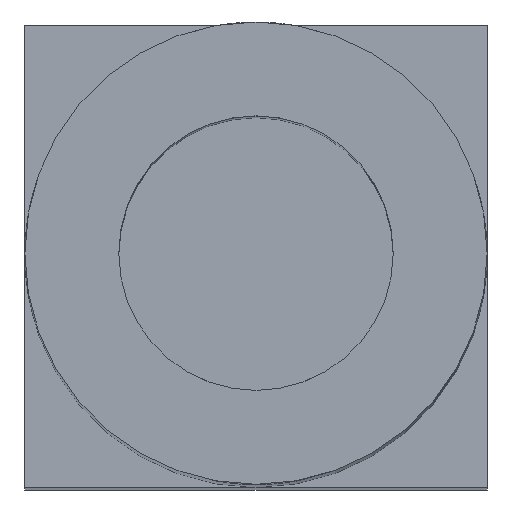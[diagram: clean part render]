
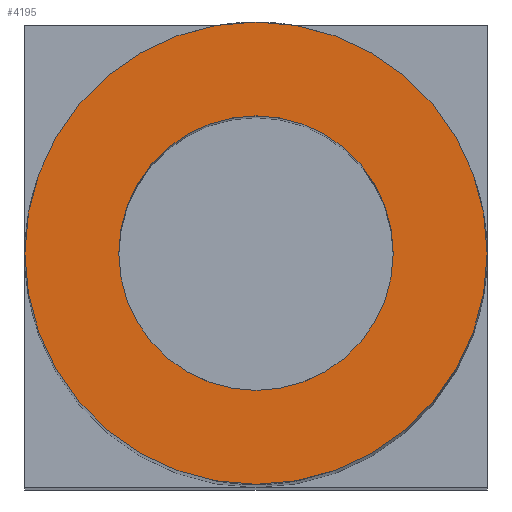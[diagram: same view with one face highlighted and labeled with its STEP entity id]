
A CAD part, top view. The second image highlights one B-rep face of the part: STEP entity #4195.
In plain terms, the highlighted planar face has unit normal (0, 0, 1).
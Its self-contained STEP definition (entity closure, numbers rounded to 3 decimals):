
#855 = CYLINDRICAL_SURFACE('',#856,8.);
#856 = AXIS2_PLACEMENT_3D('',#857,#858,#859);
#857 = CARTESIAN_POINT('',(0.,0.,71.));
#858 = DIRECTION('',(0.,0.,1.));
#859 = DIRECTION('',(1.,0.,0.));
#1513 = VERTEX_POINT('',#1514);
#1514 = CARTESIAN_POINT('',(8.,0.,132.));
#1535 = EDGE_CURVE('',#1513,#1513,#1536,.T.);
#1536 = SURFACE_CURVE('',#1537,(#1542,#1549),.PCURVE_S1.);
#1537 = CIRCLE('',#1538,8.);
#1538 = AXIS2_PLACEMENT_3D('',#1539,#1540,#1541);
#1539 = CARTESIAN_POINT('',(0.,0.,132.));
#1540 = DIRECTION('',(0.,0.,1.));
#1541 = DIRECTION('',(1.,0.,0.));
#1542 = PCURVE('',#855,#1543);
#1543 = DEFINITIONAL_REPRESENTATION('',(#1544),#1548);
#1544 = LINE('',#1545,#1546);
#1545 = CARTESIAN_POINT('',(0.,61.));
#1546 = VECTOR('',#1547,1.);
#1547 = DIRECTION('',(1.,0.));
#1548 = ( GEOMETRIC_REPRESENTATION_CONTEXT(2) 
PARAMETRIC_REPRESENTATION_CONTEXT() REPRESENTATION_CONTEXT('2D SPACE',''
  ) );
#1549 = PCURVE('',#1550,#1555);
#1550 = PLANE('',#1551);
#1551 = AXIS2_PLACEMENT_3D('',#1552,#1553,#1554);
#1552 = CARTESIAN_POINT('',(0.,0.,132.));
#1553 = DIRECTION('',(0.,0.,1.));
#1554 = DIRECTION('',(1.,0.,0.));
#1555 = DEFINITIONAL_REPRESENTATION('',(#1556),#1560);
#1556 = CIRCLE('',#1557,8.);
#1557 = AXIS2_PLACEMENT_2D('',#1558,#1559);
#1558 = CARTESIAN_POINT('',(0.,0.));
#1559 = DIRECTION('',(1.,0.));
#1560 = ( GEOMETRIC_REPRESENTATION_CONTEXT(2) 
PARAMETRIC_REPRESENTATION_CONTEXT() REPRESENTATION_CONTEXT('2D SPACE',''
  ) );
#3823 = CYLINDRICAL_SURFACE('',#3824,4.75);
#3824 = AXIS2_PLACEMENT_3D('',#3825,#3826,#3827);
#3825 = CARTESIAN_POINT('',(0.,0.,97.));
#3826 = DIRECTION('',(0.,0.,1.));
#3827 = DIRECTION('',(1.,0.,0.));
#4195 = ADVANCED_FACE('',(#4196,#4199),#1550,.T.);
#4196 = FACE_BOUND('',#4197,.T.);
#4197 = EDGE_LOOP('',(#4198));
#4198 = ORIENTED_EDGE('',*,*,#1535,.T.);
#4199 = FACE_BOUND('',#4200,.T.);
#4200 = EDGE_LOOP('',(#4201));
#4201 = ORIENTED_EDGE('',*,*,#4202,.F.);
#4202 = EDGE_CURVE('',#4203,#4203,#4205,.T.);
#4203 = VERTEX_POINT('',#4204);
#4204 = CARTESIAN_POINT('',(4.75,0.,132.));
#4205 = SURFACE_CURVE('',#4206,(#4211,#4218),.PCURVE_S1.);
#4206 = CIRCLE('',#4207,4.75);
#4207 = AXIS2_PLACEMENT_3D('',#4208,#4209,#4210);
#4208 = CARTESIAN_POINT('',(0.,0.,132.));
#4209 = DIRECTION('',(0.,0.,1.));
#4210 = DIRECTION('',(1.,0.,0.));
#4211 = PCURVE('',#1550,#4212);
#4212 = DEFINITIONAL_REPRESENTATION('',(#4213),#4217);
#4213 = CIRCLE('',#4214,4.75);
#4214 = AXIS2_PLACEMENT_2D('',#4215,#4216);
#4215 = CARTESIAN_POINT('',(0.,0.));
#4216 = DIRECTION('',(1.,0.));
#4217 = ( GEOMETRIC_REPRESENTATION_CONTEXT(2) 
PARAMETRIC_REPRESENTATION_CONTEXT() REPRESENTATION_CONTEXT('2D SPACE',''
  ) );
#4218 = PCURVE('',#3823,#4219);
#4219 = DEFINITIONAL_REPRESENTATION('',(#4220),#4224);
#4220 = LINE('',#4221,#4222);
#4221 = CARTESIAN_POINT('',(0.,35.));
#4222 = VECTOR('',#4223,1.);
#4223 = DIRECTION('',(1.,0.));
#4224 = ( GEOMETRIC_REPRESENTATION_CONTEXT(2) 
PARAMETRIC_REPRESENTATION_CONTEXT() REPRESENTATION_CONTEXT('2D SPACE',''
  ) );
